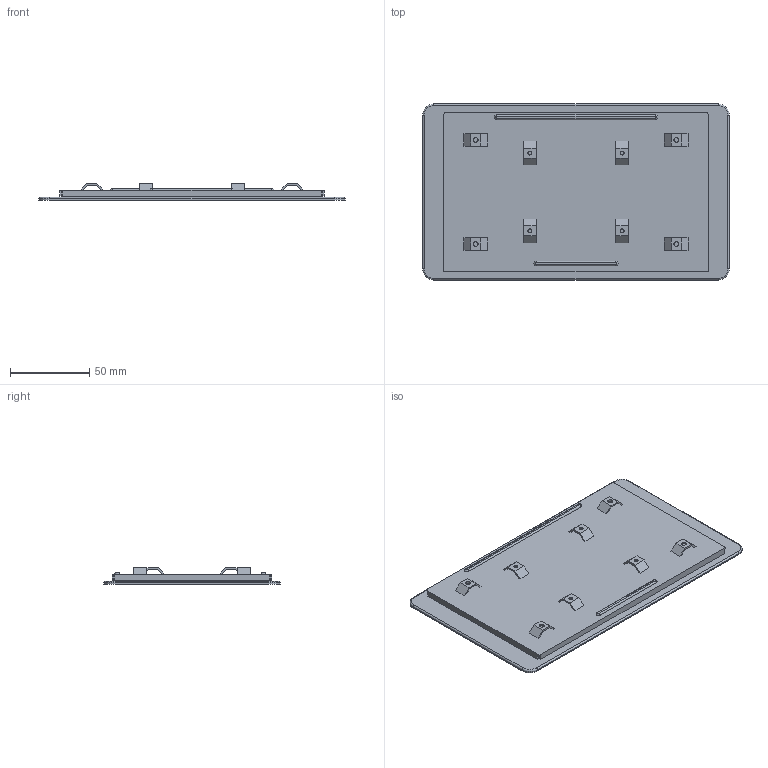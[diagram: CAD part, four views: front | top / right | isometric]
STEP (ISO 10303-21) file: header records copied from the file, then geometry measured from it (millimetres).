
FILE_DESCRIPTION(('FreeCAD Model'),'2;1');
FILE_NAME('Open CASCADE Shape Model','2021-09-23T11:44:54',('Author'),( ''),'Open CASCADE STEP processor 7.4','FreeCAD','Unknown');
FILE_SCHEMA(('AUTOMOTIVE_DESIGN { 1 0 10303 214 1 1 1 1 }'));
Length unit declared in the file: millimetre
Products named in the file (4): Assy_Rpi_Touchscreen_Logo; Cadre_001; Chassis_001; Ecran_Logo_001
Assembly tree (3 placements, depth 2):
  Assy_Rpi_Touchscreen_Logo
    Cadre_001
    Chassis_001
    Ecran_Logo_001
Bounding box: 192.96 x 110.76 x 10.4 mm (x, y, z)
Volume: 76441.2 mm3; surface area: 111418.1 mm2
Topology: 4 solids, 4 shells, 303 faces, 818 edges, 538 vertices
Faces by surface type: bspline 139, plane 127, cylinder 29, torus 4, revolution 4
Full cylindrical faces by diameter (mm): 2.5 x4, 3 x4
Entity records: 54962 total; most frequent: CARTESIAN_POINT 39730, DIRECTION 1692, ORIENTED_EDGE 1634, PCURVE 1634, DEFINITIONAL_REPRESENTATION 1634, LINE 1199, VECTOR 1199, B_SPLINE_CURVE_WITH_KNOTS 1146
